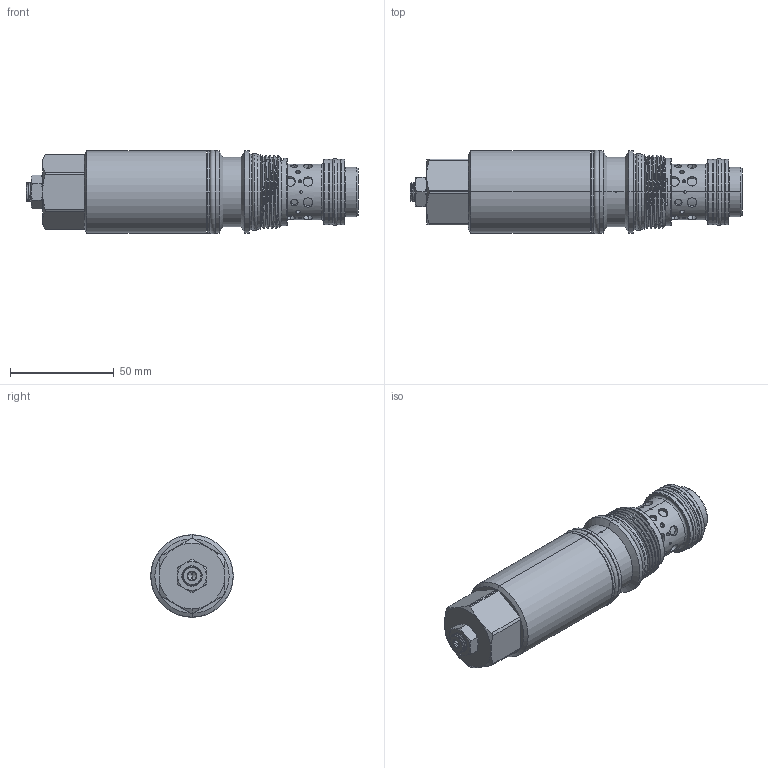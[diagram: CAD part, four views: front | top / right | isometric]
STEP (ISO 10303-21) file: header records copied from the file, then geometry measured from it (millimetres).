
FILE_DESCRIPTION (( 'STEP AP203' ), '1' );
FILE_NAME ('MB17A3A(3C)(3D)-L.STEP', '2016-06-07T01:54:35', ( '' ), ( '' ), 'SwSTEP 2.0', 'SolidWorks 2012', '' );
FILE_SCHEMA (( 'CONFIG_CONTROL_DESIGN' ));
Length unit declared in the file: millimetre
Products named in the file (1): MB17A3A(3C)(3D)-L
Bounding box: 160.17 x 40.39 x 40.39 mm (x, y, z)
Volume: 146342.1 mm3; surface area: 30736 mm2
Topology: 6 solids, 6 shells, 341 faces, 767 edges, 470 vertices
Faces by surface type: cylinder 183, plane 67, cone 60, torus 26, bspline 5
Entity records: 16661 total; most frequent: CARTESIAN_POINT 9296, ORIENTED_EDGE 1530, DIRECTION 1468, EDGE_CURVE 765, AXIS2_PLACEMENT_3D 612, VERTEX_POINT 470, EDGE_LOOP 391, ADVANCED_FACE 341
